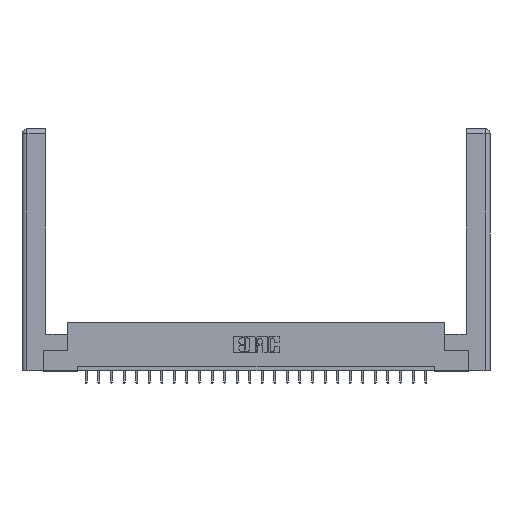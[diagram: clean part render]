
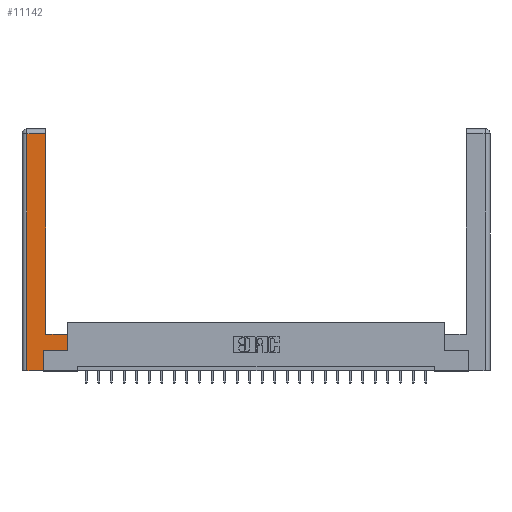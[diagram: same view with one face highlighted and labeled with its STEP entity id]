
A CAD part, top view. The second image highlights one B-rep face of the part: STEP entity #11142.
In plain terms, the highlighted planar face has unit normal (0, 0, 1).
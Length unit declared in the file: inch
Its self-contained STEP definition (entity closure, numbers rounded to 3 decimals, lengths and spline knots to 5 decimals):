
#289 = CARTESIAN_POINT ( 'NONE',  ( 0.295, 3., 0. ) ) ;
#328 = VECTOR ( 'NONE', #20329, 39.37008 ) ;
#1251 = ORIENTED_EDGE ( 'NONE', *, *, #17872, .T. ) ;
#1252 = VECTOR ( 'NONE', #11712, 39.37008 ) ;
#1320 = CARTESIAN_POINT ( 'NONE',  ( 0.0615, 0., 0. ) ) ;
#1800 = VERTEX_POINT ( 'NONE', #2819 ) ;
#1881 = CARTESIAN_POINT ( 'NONE',  ( 0.295, 0.45, 0. ) ) ;
#1900 = CARTESIAN_POINT ( 'NONE',  ( 0.295, 0.45, 0. ) ) ;
#2120 = CARTESIAN_POINT ( 'NONE',  ( 0.265, 0., 0. ) ) ;
#2161 = DIRECTION ( 'NONE',  ( 0., 1., 0. ) ) ;
#2552 = DIRECTION ( 'NONE',  ( 1., 0., 0. ) ) ;
#2819 = CARTESIAN_POINT ( 'NONE',  ( 0.295, 2.94, 0. ) ) ;
#3217 = CARTESIAN_POINT ( 'NONE',  ( 0.0615, 2.94, 0. ) ) ;
#3301 = DIRECTION ( 'NONE',  ( 0., -1., 0. ) ) ;
#4862 = CARTESIAN_POINT ( 'NONE',  ( 0.565, 0.45, 0. ) ) ;
#5102 = EDGE_CURVE ( 'NONE', #1800, #15912, #13870, .T. ) ;
#5634 = VERTEX_POINT ( 'NONE', #6840 ) ;
#5952 = VERTEX_POINT ( 'NONE', #10477 ) ;
#5961 = ORIENTED_EDGE ( 'NONE', *, *, #19839, .T. ) ;
#6079 = LINE ( 'NONE', #1900, #8230 ) ;
#6144 = LINE ( 'NONE', #4862, #328 ) ;
#6197 = DIRECTION ( 'NONE',  ( 0., 1., 0. ) ) ;
#6349 = EDGE_CURVE ( 'NONE', #21999, #1800, #15302, .T. ) ;
#6601 = EDGE_CURVE ( 'NONE', #14830, #20873, #22661, .T. ) ;
#6840 = CARTESIAN_POINT ( 'NONE',  ( 0.0615, 0., 0. ) ) ;
#8230 = VECTOR ( 'NONE', #19229, 39.37008 ) ;
#8260 = DIRECTION ( 'NONE',  ( -1., 0., 0. ) ) ;
#8317 = ORIENTED_EDGE ( 'NONE', *, *, #5102, .T. ) ;
#8371 = FACE_OUTER_BOUND ( 'NONE', #9653, .T. ) ;
#9653 = EDGE_LOOP ( 'NONE', ( #19727, #8317, #5961, #23081, #23793, #20411, #1251, #21083 ) ) ;
#10477 = CARTESIAN_POINT ( 'NONE',  ( 0.565, 0.45, 0. ) ) ;
#11142 = ADVANCED_FACE ( 'NONE', ( #8371 ), #22005, .F. ) ;
#11304 = CARTESIAN_POINT ( 'NONE',  ( 0.265, 0.245, 0. ) ) ;
#11546 = VECTOR ( 'NONE', #2552, 39.37008 ) ;
#11712 = DIRECTION ( 'NONE',  ( 1., 0., 0. ) ) ;
#12157 = CARTESIAN_POINT ( 'NONE',  ( 0.265, 0., 0. ) ) ;
#12347 = VERTEX_POINT ( 'NONE', #2120 ) ;
#12704 = VECTOR ( 'NONE', #3301, 39.37008 ) ;
#13032 = LINE ( 'NONE', #21912, #16134 ) ;
#13870 = LINE ( 'NONE', #3217, #23671 ) ;
#13879 = CARTESIAN_POINT ( 'NONE',  ( 0.565, 0.245, 0. ) ) ;
#13941 = EDGE_CURVE ( 'NONE', #5952, #21999, #6079, .T. ) ;
#14081 = EDGE_CURVE ( 'NONE', #12347, #14830, #13032, .T. ) ;
#14830 = VERTEX_POINT ( 'NONE', #11304 ) ;
#15302 = LINE ( 'NONE', #289, #21778 ) ;
#15912 = VERTEX_POINT ( 'NONE', #21414 ) ;
#16134 = VECTOR ( 'NONE', #6197, 39.37008 ) ;
#16192 = CARTESIAN_POINT ( 'NONE',  ( 0.565, 0.245, 0. ) ) ;
#16605 = DIRECTION ( 'NONE',  ( -1., 0., 0. ) ) ;
#17872 = EDGE_CURVE ( 'NONE', #20873, #5952, #6144, .T. ) ;
#17942 = LINE ( 'NONE', #1320, #12704 ) ;
#18258 = EDGE_CURVE ( 'NONE', #5634, #12347, #19835, .T. ) ;
#19229 = DIRECTION ( 'NONE',  ( -1., 0., 0. ) ) ;
#19727 = ORIENTED_EDGE ( 'NONE', *, *, #6349, .T. ) ;
#19835 = LINE ( 'NONE', #12157, #11546 ) ;
#19839 = EDGE_CURVE ( 'NONE', #15912, #5634, #17942, .T. ) ;
#20112 = CARTESIAN_POINT ( 'NONE',  ( 0., 0., 0. ) ) ;
#20329 = DIRECTION ( 'NONE',  ( 0., 1., 0. ) ) ;
#20411 = ORIENTED_EDGE ( 'NONE', *, *, #6601, .T. ) ;
#20873 = VERTEX_POINT ( 'NONE', #16192 ) ;
#21083 = ORIENTED_EDGE ( 'NONE', *, *, #13941, .T. ) ;
#21414 = CARTESIAN_POINT ( 'NONE',  ( 0.0615, 2.94, 0. ) ) ;
#21589 = AXIS2_PLACEMENT_3D ( 'NONE', #20112, #21842, #8260 ) ;
#21778 = VECTOR ( 'NONE', #2161, 39.37008 ) ;
#21842 = DIRECTION ( 'NONE',  ( 0., 0., -1. ) ) ;
#21912 = CARTESIAN_POINT ( 'NONE',  ( 0.265, 0.245, 0. ) ) ;
#21999 = VERTEX_POINT ( 'NONE', #1881 ) ;
#22005 = PLANE ( 'NONE',  #21589 ) ;
#22661 = LINE ( 'NONE', #13879, #1252 ) ;
#23081 = ORIENTED_EDGE ( 'NONE', *, *, #18258, .T. ) ;
#23671 = VECTOR ( 'NONE', #16605, 39.37008 ) ;
#23793 = ORIENTED_EDGE ( 'NONE', *, *, #14081, .T. ) ;
